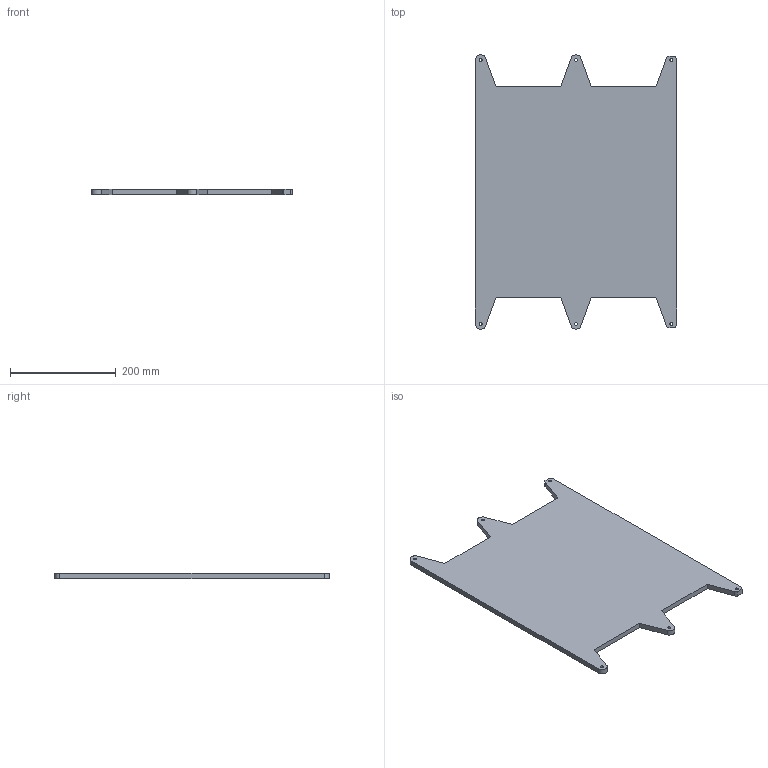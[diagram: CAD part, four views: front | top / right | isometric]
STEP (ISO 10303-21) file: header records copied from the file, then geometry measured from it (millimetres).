
FILE_DESCRIPTION(/* description */ (''),/* implementation_level */ '2;1');
FILE_NAME(/* name */ '1-Cold Build Plate v2.step',/* time_stamp */ '2019-04-12T09:28:14+02:00',/* author */ ('3D-Gussner'),/* organization */ (''),/* preprocessor_version */ 'ST-DEVELOPER v18',/* originating_system */ 'Autodesk Translation Framework v8.2.0.1029',/* authorisation */ '');
FILE_SCHEMA (('AUTOMOTIVE_DESIGN { 1 0 10303 214 3 1 1 }'));
Length unit declared in the file: millimetre
Products named in the file (1): 1-Cold Build Plate
Bounding box: 381 x 520 x 10 mm (x, y, z)
Volume: 1630911.1 mm3; surface area: 348252.4 mm2
Topology: 1 solids, 1 shells, 32 faces, 90 edges, 60 vertices
Faces by surface type: plane 18, cylinder 14
Full cylindrical faces by diameter (mm): 5.5 x6
Entity records: 1099 total; most frequent: DIRECTION 184, CARTESIAN_POINT 183, ORIENTED_EDGE 180, EDGE_CURVE 90, LINE 62, VECTOR 62, AXIS2_PLACEMENT_3D 61, VERTEX_POINT 60
